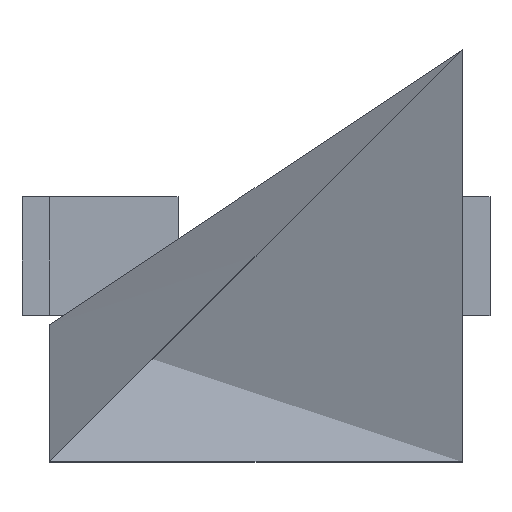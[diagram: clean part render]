
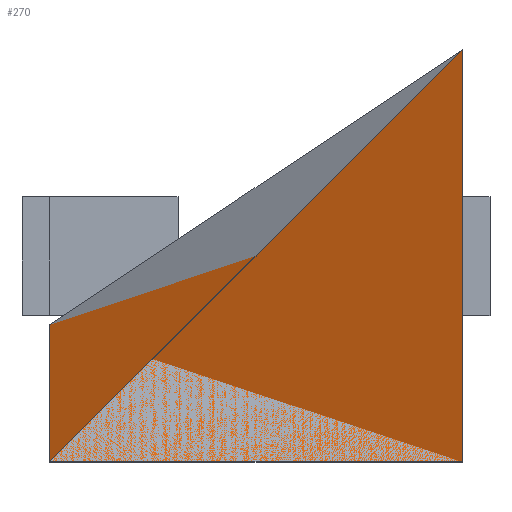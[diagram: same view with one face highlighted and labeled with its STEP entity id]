
A CAD part, top view. The second image highlights one B-rep face of the part: STEP entity #270.
In plain terms, the highlighted face is planar.
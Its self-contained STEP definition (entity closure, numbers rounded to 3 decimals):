
#183=CARTESIAN_POINT('',(-2.248,2.248,2.311));
#182=VERTEX_POINT('',#183);
#185=CARTESIAN_POINT('',(-2.248,2.248,0.305));
#184=VERTEX_POINT('',#185);
#181=EDGE_CURVE('',#182,#184,#186,.T.);
#186=LINE('',#183,#188);
#188=VECTOR('',#189,2.007);
#189=DIRECTION('',(0.0,0.0,-1.0));
#270=ADVANCED_FACE('',(#276),#271,.T.);
#271=PLANE('',#272);
#272=AXIS2_PLACEMENT_3D('',#273,#274,#275);
#273=CARTESIAN_POINT('',(-2.248,2.248,0.305));
#274=DIRECTION('',(-1.0,0.0,0.0));
#275=DIRECTION('',(0.,0.,1.));
#276=FACE_OUTER_BOUND('',#277,.T.);
#277=EDGE_LOOP('',(#278,#288,#298,#308));
#281=CARTESIAN_POINT('',(-2.248,-2.248,0.305));
#280=VERTEX_POINT('',#281);
#279=EDGE_CURVE('',#280,#184,#284,.T.);
#284=LINE('',#281,#286);
#286=VECTOR('',#287,4.496);
#287=DIRECTION('',(0.0,1.0,0.0));
#278=ORIENTED_EDGE('',*,*,#279,.F.);
#291=CARTESIAN_POINT('',(-2.248,-2.248,2.311));
#290=VERTEX_POINT('',#291);
#289=EDGE_CURVE('',#290,#280,#294,.T.);
#294=LINE('',#291,#296);
#296=VECTOR('',#297,2.007);
#297=DIRECTION('',(0.0,0.0,-1.0));
#288=ORIENTED_EDGE('',*,*,#289,.F.);
#299=EDGE_CURVE('',#182,#290,#304,.T.);
#304=LINE('',#183,#306);
#306=VECTOR('',#307,4.496);
#307=DIRECTION('',(0.0,-1.0,0.0));
#298=ORIENTED_EDGE('',*,*,#299,.F.);
#308=ORIENTED_EDGE('',*,*,#181,.T.);
